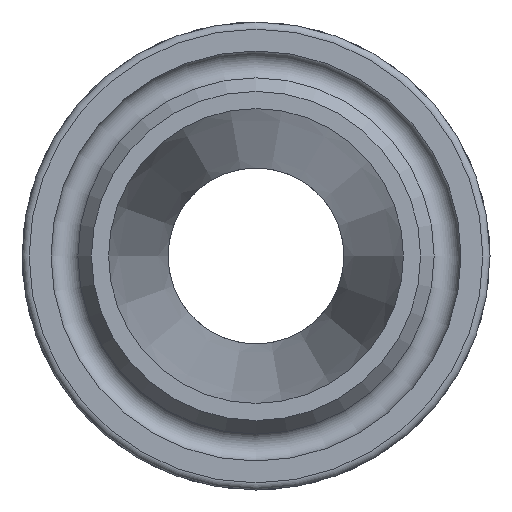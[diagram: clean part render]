
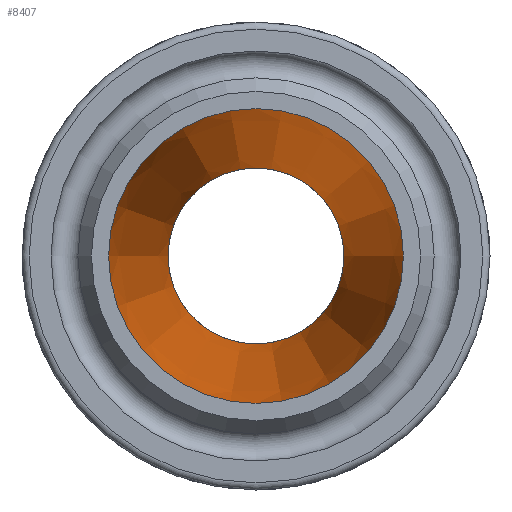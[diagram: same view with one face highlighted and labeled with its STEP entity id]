
A CAD part, left-side view. The second image highlights one B-rep face of the part: STEP entity #8407.
In plain terms, the highlighted conical face has half-angle 7.125 degrees and reference radius 6.287 mm.
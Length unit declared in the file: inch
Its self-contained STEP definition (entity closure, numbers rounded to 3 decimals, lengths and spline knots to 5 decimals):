
#125=FACE_BOUND('',#1519,.T.);
#1002=FACE_OUTER_BOUND('',#1518,.T.);
#1518=EDGE_LOOP('',(#7794));
#1519=EDGE_LOOP('',(#7795));
#2912=CIRCLE('',#8894,0.185);
#2913=CIRCLE('',#8896,0.31);
#4146=VERTEX_POINT('',#18154);
#4147=VERTEX_POINT('',#18157);
#5374=EDGE_CURVE('',#4146,#4146,#2912,.T.);
#5375=EDGE_CURVE('',#4147,#4147,#2913,.T.);
#7794=ORIENTED_EDGE('',*,*,#5375,.F.);
#7795=ORIENTED_EDGE('',*,*,#5374,.T.);
#7900=CONICAL_SURFACE('',#8895,0.2475,7.125);
#8407=ADVANCED_FACE('',(#1002,#125),#7900,.F.);
#8894=AXIS2_PLACEMENT_3D('',#18155,#10444,#10445);
#8895=AXIS2_PLACEMENT_3D('',#18156,#10446,#10447);
#8896=AXIS2_PLACEMENT_3D('',#18158,#10448,#10449);
#10444=DIRECTION('center_axis',(1.,0.,0.));
#10445=DIRECTION('ref_axis',(0.,-1.,0.));
#10446=DIRECTION('center_axis',(-1.,0.,0.));
#10447=DIRECTION('ref_axis',(0.,-1.,0.));
#10448=DIRECTION('center_axis',(1.,0.,0.));
#10449=DIRECTION('ref_axis',(0.,-1.,0.));
#18154=CARTESIAN_POINT('',(1.48827,-0.06593,-0.70734));
#18155=CARTESIAN_POINT('Origin',(1.48827,0.11907,-0.70734));
#18156=CARTESIAN_POINT('Origin',(0.98827,0.11907,-0.70734));
#18157=CARTESIAN_POINT('',(0.48827,-0.19093,-0.70734));
#18158=CARTESIAN_POINT('Origin',(0.48827,0.11907,-0.70734));
